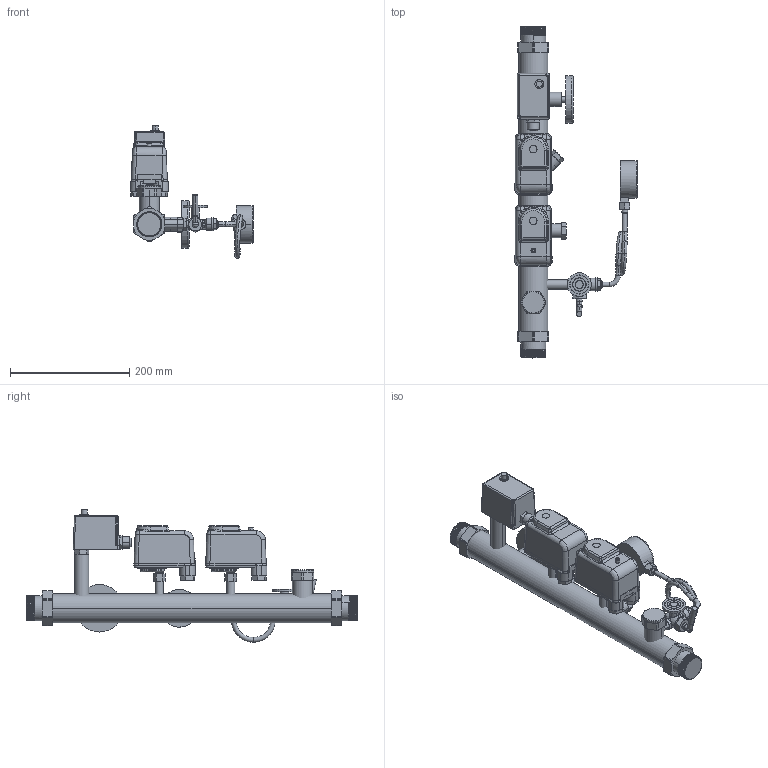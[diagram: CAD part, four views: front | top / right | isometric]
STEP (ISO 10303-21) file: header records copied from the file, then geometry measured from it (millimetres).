
FILE_DESCRIPTION (( 'STEP AP203' ), '1' );
FILE_NAME ('TRI114.STEP', '2023-03-22T11:11:09', ( '' ), ( '' ), 'SwSTEP 2.0', 'SolidWorks 2021', '' );
FILE_SCHEMA (( 'CONFIG_CONTROL_DESIGN' ));
Length unit declared in the file: millimetre
Products named in the file (1): TRI114
Bounding box: 207 x 556 x 222.13 mm (x, y, z)
Volume: 2494772.3 mm3; surface area: 312344.3 mm2
Topology: 23 solids, 23 shells, 2093 faces, 5250 edges, 3413 vertices
Faces by surface type: plane 1194, bspline 426, cylinder 284, cone 104, torus 66, sphere 19
Entity records: 92373 total; most frequent: CARTESIAN_POINT 45517, ORIENTED_EDGE 10454, DIRECTION 8059, EDGE_CURVE 5227, VERTEX_POINT 3409, LINE 3279, VECTOR 3279, AXIS2_PLACEMENT_3D 2390
